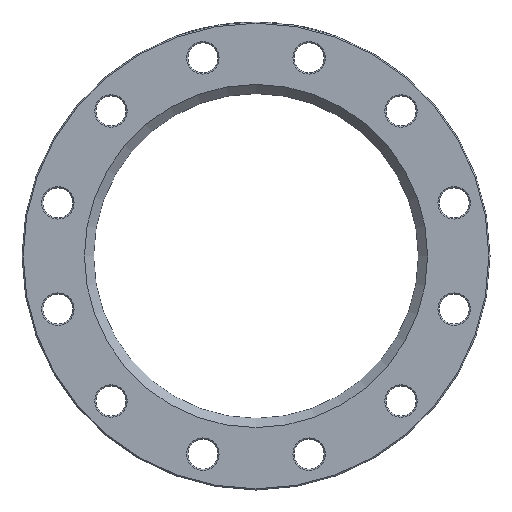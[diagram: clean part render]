
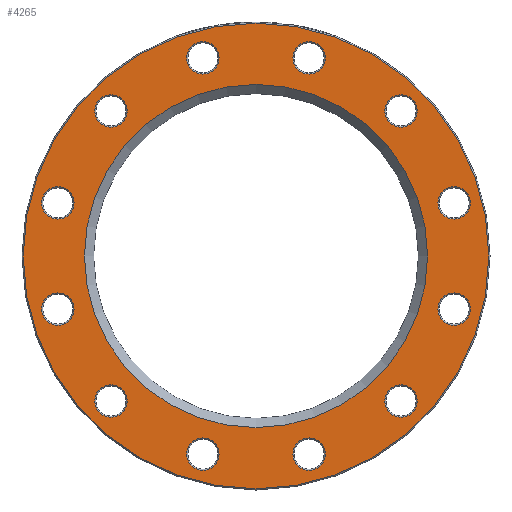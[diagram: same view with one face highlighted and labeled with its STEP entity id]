
A CAD part, left-side view. The second image highlights one B-rep face of the part: STEP entity #4265.
In plain terms, the highlighted planar face has unit normal (-1, 0, 0).
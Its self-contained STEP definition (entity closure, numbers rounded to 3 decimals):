
#70 = EDGE_CURVE ( 'NONE', #2452, #2452, #2477, .T. ) ;
#103 = EDGE_CURVE ( 'NONE', #1480, #1480, #3591, .T. ) ;
#156 = DIRECTION ( 'NONE',  ( 1., 0., 0. ) ) ;
#165 = DIRECTION ( 'NONE',  ( 0., 0., -1. ) ) ;
#169 = CIRCLE ( 'NONE', #5472, 14. ) ;
#197 = ORIENTED_EDGE ( 'NONE', *, *, #4460, .T. ) ;
#215 = EDGE_CURVE ( 'NONE', #602, #602, #1568, .T. ) ;
#304 = EDGE_LOOP ( 'NONE', ( #3518 ) ) ;
#329 = FACE_BOUND ( 'NONE', #1966, .T. ) ;
#360 = DIRECTION ( 'NONE',  ( 1., 0., 0. ) ) ;
#359 = DIRECTION ( 'NONE',  ( 1., 0., 0. ) ) ;
#397 = VERTEX_POINT ( 'NONE', #3888 ) ;
#422 = EDGE_LOOP ( 'NONE', ( #2041 ) ) ;
#429 = ORIENTED_EDGE ( 'NONE', *, *, #215, .T. ) ;
#442 = CIRCLE ( 'NONE', #898, 14. ) ;
#573 = AXIS2_PLACEMENT_3D ( 'NONE', #5161, #3791, #1199 ) ;
#602 = VERTEX_POINT ( 'NONE', #2023 ) ;
#644 = EDGE_CURVE ( 'NONE', #2838, #2838, #3500, .T. ) ;
#755 = DIRECTION ( 'NONE',  ( 0., 0., -1. ) ) ;
#760 = ORIENTED_EDGE ( 'NONE', *, *, #70, .T. ) ;
#818 = EDGE_LOOP ( 'NONE', ( #197 ) ) ;
#822 = CARTESIAN_POINT ( 'NONE',  ( 0., 45.94, 157.452 ) ) ;
#847 = CARTESIAN_POINT ( 'NONE',  ( 0., -45.94, -171.452 ) ) ;
#898 = AXIS2_PLACEMENT_3D ( 'NONE', #4548, #4521, #5462 ) ;
#971 = DIRECTION ( 'NONE',  ( 0., 0., -1. ) ) ;
#1148 = FACE_BOUND ( 'NONE', #4444, .T. ) ;
#1191 = AXIS2_PLACEMENT_3D ( 'NONE', #4050, #156, #3653 ) ;
#1199 = DIRECTION ( 'NONE',  ( 0., 0., -1. ) ) ;
#1202 = CARTESIAN_POINT ( 'NONE',  ( 0., 140.5, 0. ) ) ;
#1211 = VERTEX_POINT ( 'NONE', #4288 ) ;
#1230 = AXIS2_PLACEMENT_3D ( 'NONE', #2570, #4291, #3925 ) ;
#1301 = CARTESIAN_POINT ( 'NONE',  ( 0., -125.511, -139.511 ) ) ;
#1379 = ORIENTED_EDGE ( 'NONE', *, *, #1619, .T. ) ;
#1402 = EDGE_CURVE ( 'NONE', #3425, #3425, #3532, .T. ) ;
#1480 = VERTEX_POINT ( 'NONE', #3699 ) ;
#1524 = AXIS2_PLACEMENT_3D ( 'NONE', #3956, #1801, #3558 ) ;
#1532 = CARTESIAN_POINT ( 'NONE',  ( 0., -125.511, 125.511 ) ) ;
#1541 = CARTESIAN_POINT ( 'NONE',  ( 0., 125.511, 111.511 ) ) ;
#1568 = CIRCLE ( 'NONE', #1191, 14. ) ;
#1581 = DIRECTION ( 'NONE',  ( -1., 0., 0. ) ) ;
#1584 = FACE_BOUND ( 'NONE', #2532, .T. ) ;
#1619 = EDGE_CURVE ( 'NONE', #3457, #3457, #4258, .T. ) ;
#1702 = DIRECTION ( 'NONE',  ( 1., 0., 0. ) ) ;
#1791 = AXIS2_PLACEMENT_3D ( 'NONE', #847, #1702, #2939 ) ;
#1801 = DIRECTION ( 'NONE',  ( 1., 0., 0. ) ) ;
#1845 = AXIS2_PLACEMENT_3D ( 'NONE', #2091, #1581, #4675 ) ;
#1848 = ORIENTED_EDGE ( 'NONE', *, *, #644, .T. ) ;
#1901 = AXIS2_PLACEMENT_3D ( 'NONE', #1202, #2096, #2556 ) ;
#1966 = EDGE_LOOP ( 'NONE', ( #5217 ) ) ;
#1985 = CARTESIAN_POINT ( 'NONE',  ( 0., -171.452, 45.94 ) ) ;
#2012 = DIRECTION ( 'NONE',  ( 0., 0., -1. ) ) ;
#2015 = FACE_BOUND ( 'NONE', #3281, .T. ) ;
#2019 = EDGE_LOOP ( 'NONE', ( #3546 ) ) ;
#2023 = CARTESIAN_POINT ( 'NONE',  ( 0., -45.94, 157.452 ) ) ;
#2041 = ORIENTED_EDGE ( 'NONE', *, *, #4860, .T. ) ;
#2089 = EDGE_CURVE ( 'NONE', #3396, #3396, #4063, .T. ) ;
#2091 = CARTESIAN_POINT ( 'NONE',  ( 0., 0., 0. ) ) ;
#2096 = DIRECTION ( 'NONE',  ( 1., 0., 0. ) ) ;
#2167 = AXIS2_PLACEMENT_3D ( 'NONE', #2883, #360, #4708 ) ;
#2279 = CARTESIAN_POINT ( 'NONE',  ( 0., 125.511, -125.511 ) ) ;
#2309 = CARTESIAN_POINT ( 'NONE',  ( 0., -125.511, 111.511 ) ) ;
#2352 = CIRCLE ( 'NONE', #1524, 14. ) ;
#2397 = AXIS2_PLACEMENT_3D ( 'NONE', #3877, #4678, #755 ) ;
#2426 = CARTESIAN_POINT ( 'NONE',  ( 0., 0., -148.5 ) ) ;
#2440 = CIRCLE ( 'NONE', #2167, 14. ) ;
#2452 = VERTEX_POINT ( 'NONE', #2426 ) ;
#2476 = CARTESIAN_POINT ( 'NONE',  ( 0., 171.452, 31.94 ) ) ;
#2477 = CIRCLE ( 'NONE', #573, 148.5 ) ;
#2504 = CARTESIAN_POINT ( 'NONE',  ( 0., -45.94, -185.452 ) ) ;
#2532 = EDGE_LOOP ( 'NONE', ( #429 ) ) ;
#2538 = EDGE_LOOP ( 'NONE', ( #3819 ) ) ;
#2556 = DIRECTION ( 'NONE',  ( 0., 0., -1. ) ) ;
#2570 = CARTESIAN_POINT ( 'NONE',  ( 0., 171.452, 45.94 ) ) ;
#2595 = VERTEX_POINT ( 'NONE', #3801 ) ;
#2689 = DIRECTION ( 'NONE',  ( 1., 0., 0. ) ) ;
#2838 = VERTEX_POINT ( 'NONE', #1541 ) ;
#2883 = CARTESIAN_POINT ( 'NONE',  ( 0., 45.94, 171.452 ) ) ;
#2939 = DIRECTION ( 'NONE',  ( 0., 0., -1. ) ) ;
#2960 = FACE_BOUND ( 'NONE', #5074, .T. ) ;
#3001 = VERTEX_POINT ( 'NONE', #822 ) ;
#3030 = CARTESIAN_POINT ( 'NONE',  ( 0., 125.511, -139.511 ) ) ;
#3090 = EDGE_LOOP ( 'NONE', ( #3818 ) ) ;
#3115 = EDGE_CURVE ( 'NONE', #2595, #2595, #4144, .T. ) ;
#3159 = CARTESIAN_POINT ( 'NONE',  ( 0., 171.452, -45.94 ) ) ;
#3232 = ORIENTED_EDGE ( 'NONE', *, *, #3413, .T. ) ;
#3281 = EDGE_LOOP ( 'NONE', ( #4033 ) ) ;
#3284 = DIRECTION ( 'NONE',  ( 0., 0., -1. ) ) ;
#3365 = FACE_BOUND ( 'NONE', #5257, .T. ) ;
#3389 = FACE_BOUND ( 'NONE', #5614, .T. ) ;
#3396 = VERTEX_POINT ( 'NONE', #3030 ) ;
#3413 = EDGE_CURVE ( 'NONE', #1211, #1211, #2352, .T. ) ;
#3425 = VERTEX_POINT ( 'NONE', #2476 ) ;
#3457 = VERTEX_POINT ( 'NONE', #2504 ) ;
#3500 = CIRCLE ( 'NONE', #2397, 14. ) ;
#3518 = ORIENTED_EDGE ( 'NONE', *, *, #103, .T. ) ;
#3519 = ORIENTED_EDGE ( 'NONE', *, *, #1402, .T. ) ;
#3532 = CIRCLE ( 'NONE', #1230, 14. ) ;
#3546 = ORIENTED_EDGE ( 'NONE', *, *, #2089, .T. ) ;
#3558 = DIRECTION ( 'NONE',  ( 0., 0., -1. ) ) ;
#3591 = CIRCLE ( 'NONE', #1845, 201.5 ) ;
#3653 = DIRECTION ( 'NONE',  ( 0., 0., -1. ) ) ;
#3699 = CARTESIAN_POINT ( 'NONE',  ( 0., 0., -201.5 ) ) ;
#3736 = AXIS2_PLACEMENT_3D ( 'NONE', #3159, #2689, #971 ) ;
#3742 = DIRECTION ( 'NONE',  ( 1., 0., 0. ) ) ;
#3745 = FACE_OUTER_BOUND ( 'NONE', #304, .T. ) ;
#3768 = PLANE ( 'NONE',  #1901 ) ;
#3791 = DIRECTION ( 'NONE',  ( 1., 0., 0. ) ) ;
#3801 = CARTESIAN_POINT ( 'NONE',  ( 0., -171.452, 31.94 ) ) ;
#3818 = ORIENTED_EDGE ( 'NONE', *, *, #5043, .T. ) ;
#3819 = ORIENTED_EDGE ( 'NONE', *, *, #4273, .T. ) ;
#3850 = FACE_BOUND ( 'NONE', #4026, .T. ) ;
#3877 = CARTESIAN_POINT ( 'NONE',  ( 0., 125.511, 125.511 ) ) ;
#3888 = CARTESIAN_POINT ( 'NONE',  ( 0., 171.452, -59.94 ) ) ;
#3916 = CIRCLE ( 'NONE', #4647, 14. ) ;
#3925 = DIRECTION ( 'NONE',  ( 0., 0., -1. ) ) ;
#3956 = CARTESIAN_POINT ( 'NONE',  ( 0., 45.94, -171.452 ) ) ;
#3976 = CARTESIAN_POINT ( 'NONE',  ( 0., -171.452, -59.94 ) ) ;
#4003 = VERTEX_POINT ( 'NONE', #1301 ) ;
#4026 = EDGE_LOOP ( 'NONE', ( #3519 ) ) ;
#4033 = ORIENTED_EDGE ( 'NONE', *, *, #3115, .T. ) ;
#4050 = CARTESIAN_POINT ( 'NONE',  ( 0., -45.94, 171.452 ) ) ;
#4063 = CIRCLE ( 'NONE', #4892, 14. ) ;
#4144 = CIRCLE ( 'NONE', #5424, 14. ) ;
#4189 = CIRCLE ( 'NONE', #3736, 14. ) ;
#4258 = CIRCLE ( 'NONE', #1791, 14. ) ;
#4265 = ADVANCED_FACE ( 'NONE', ( #3365, #3745, #3389, #5138, #1584, #329, #2015, #5112, #5081, #1148, #2960, #5486, #4308, #3850 ), #3768, .F. ) ;
#4273 = EDGE_CURVE ( 'NONE', #3001, #3001, #2440, .T. ) ;
#4288 = CARTESIAN_POINT ( 'NONE',  ( 0., 45.94, -185.452 ) ) ;
#4291 = DIRECTION ( 'NONE',  ( 1., 0., 0. ) ) ;
#4308 = FACE_BOUND ( 'NONE', #818, .T. ) ;
#4444 = EDGE_LOOP ( 'NONE', ( #1379 ) ) ;
#4460 = EDGE_CURVE ( 'NONE', #397, #397, #4189, .T. ) ;
#4496 = VERTEX_POINT ( 'NONE', #2309 ) ;
#4521 = DIRECTION ( 'NONE',  ( 1., 0., 0. ) ) ;
#4548 = CARTESIAN_POINT ( 'NONE',  ( 0., -125.511, -125.511 ) ) ;
#4647 = AXIS2_PLACEMENT_3D ( 'NONE', #4738, #359, #5282 ) ;
#4675 = DIRECTION ( 'NONE',  ( 0., 0., -1. ) ) ;
#4678 = DIRECTION ( 'NONE',  ( 1., 0., 0. ) ) ;
#4708 = DIRECTION ( 'NONE',  ( 0., 0., -1. ) ) ;
#4738 = CARTESIAN_POINT ( 'NONE',  ( 0., -171.452, -45.94 ) ) ;
#4860 = EDGE_CURVE ( 'NONE', #4003, #4003, #442, .T. ) ;
#4892 = AXIS2_PLACEMENT_3D ( 'NONE', #2279, #5235, #165 ) ;
#4954 = DIRECTION ( 'NONE',  ( 1., 0., 0. ) ) ;
#4971 = EDGE_CURVE ( 'NONE', #4496, #4496, #169, .T. ) ;
#5043 = EDGE_CURVE ( 'NONE', #5230, #5230, #3916, .T. ) ;
#5074 = EDGE_LOOP ( 'NONE', ( #3232 ) ) ;
#5081 = FACE_BOUND ( 'NONE', #422, .T. ) ;
#5112 = FACE_BOUND ( 'NONE', #3090, .T. ) ;
#5138 = FACE_BOUND ( 'NONE', #2538, .T. ) ;
#5161 = CARTESIAN_POINT ( 'NONE',  ( 0., 0., 0. ) ) ;
#5217 = ORIENTED_EDGE ( 'NONE', *, *, #4971, .T. ) ;
#5230 = VERTEX_POINT ( 'NONE', #3976 ) ;
#5235 = DIRECTION ( 'NONE',  ( 1., 0., 0. ) ) ;
#5257 = EDGE_LOOP ( 'NONE', ( #760 ) ) ;
#5282 = DIRECTION ( 'NONE',  ( 0., 0., -1. ) ) ;
#5424 = AXIS2_PLACEMENT_3D ( 'NONE', #1985, #3742, #2012 ) ;
#5462 = DIRECTION ( 'NONE',  ( 0., 0., -1. ) ) ;
#5472 = AXIS2_PLACEMENT_3D ( 'NONE', #1532, #4954, #3284 ) ;
#5486 = FACE_BOUND ( 'NONE', #2019, .T. ) ;
#5614 = EDGE_LOOP ( 'NONE', ( #1848 ) ) ;
